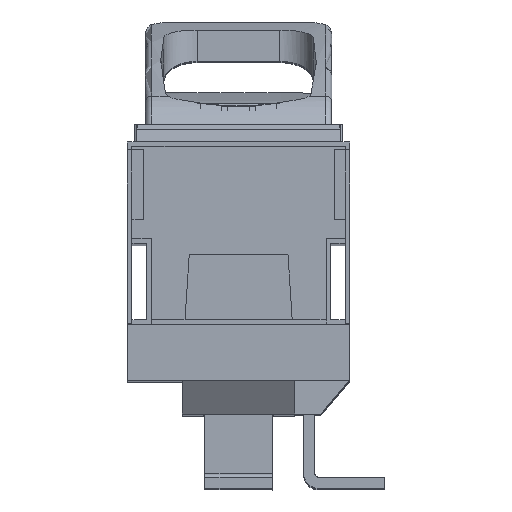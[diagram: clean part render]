
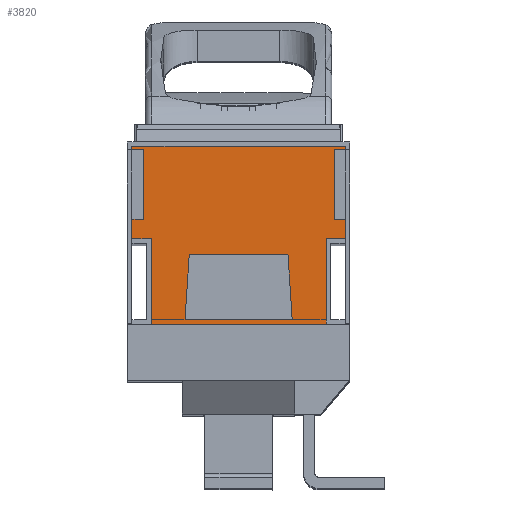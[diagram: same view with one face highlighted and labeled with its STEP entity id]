
A CAD part, top view. The second image highlights one B-rep face of the part: STEP entity #3820.
In plain terms, the highlighted planar face has unit normal (0, 0, 1).
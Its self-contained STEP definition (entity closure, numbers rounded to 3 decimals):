
#3820=ADVANCED_FACE('',(#5611,#5612),#4757,.T.);
#4757=PLANE('',#23907);
#5611=FACE_BOUND('',#6482,.T.);
#5612=FACE_BOUND('',#6483,.T.);
#6482=EDGE_LOOP('',(#11026,#11027,#11028,#11029));
#6483=EDGE_LOOP('',(#11030,#11031,#11032,#11033,#11034,#11035,#11036,#11037));
#11026=ORIENTED_EDGE('',*,*,#17366,.T.);
#11027=ORIENTED_EDGE('',*,*,#15760,.F.);
#11028=ORIENTED_EDGE('',*,*,#17362,.T.);
#11029=ORIENTED_EDGE('',*,*,#17368,.T.);
#11030=ORIENTED_EDGE('',*,*,#15782,.T.);
#11031=ORIENTED_EDGE('',*,*,#16232,.T.);
#11032=ORIENTED_EDGE('',*,*,#16228,.T.);
#11033=ORIENTED_EDGE('',*,*,#16906,.F.);
#11034=ORIENTED_EDGE('',*,*,#16908,.F.);
#11035=ORIENTED_EDGE('',*,*,#16898,.F.);
#11036=ORIENTED_EDGE('',*,*,#16225,.T.);
#11037=ORIENTED_EDGE('',*,*,#16231,.T.);
#13518=VERTEX_POINT('',#30713);
#13519=VERTEX_POINT('',#30714);
#13540=VERTEX_POINT('',#30758);
#13541=VERTEX_POINT('',#30759);
#13954=VERTEX_POINT('',#31634);
#13955=VERTEX_POINT('',#31635);
#13956=VERTEX_POINT('',#31640);
#13957=VERTEX_POINT('',#31641);
#14357=VERTEX_POINT('',#33002);
#14363=VERTEX_POINT('',#33016);
#14602=VERTEX_POINT('',#33951);
#14605=VERTEX_POINT('',#33959);
#15760=EDGE_CURVE('',#13518,#13519,#18841,.T.);
#15782=EDGE_CURVE('',#13540,#13541,#18863,.T.);
#16225=EDGE_CURVE('',#13954,#13955,#19194,.T.);
#16228=EDGE_CURVE('',#13956,#13957,#19197,.T.);
#16231=EDGE_CURVE('',#13955,#13540,#19200,.T.);
#16232=EDGE_CURVE('',#13541,#13956,#19201,.T.);
#16898=EDGE_CURVE('',#13954,#14357,#19739,.T.);
#16906=EDGE_CURVE('',#14363,#13957,#19747,.T.);
#16908=EDGE_CURVE('',#14357,#14363,#19749,.T.);
#17362=EDGE_CURVE('',#13518,#14602,#20097,.T.);
#17366=EDGE_CURVE('',#14605,#13519,#20101,.T.);
#17368=EDGE_CURVE('',#14602,#14605,#20103,.T.);
#18841=LINE('',#30712,#20996);
#18863=LINE('',#30757,#21018);
#19194=LINE('',#31633,#21349);
#19197=LINE('',#31639,#21352);
#19200=LINE('',#31645,#21355);
#19201=LINE('',#31647,#21356);
#19739=LINE('',#33001,#21894);
#19747=LINE('',#33017,#21902);
#19749=LINE('',#33020,#21904);
#20097=LINE('',#33950,#22252);
#20101=LINE('',#33958,#22256);
#20103=LINE('',#33962,#22258);
#20996=VECTOR('',#25225,1.);
#21018=VECTOR('',#25249,1.);
#21349=VECTOR('',#25842,1.);
#21352=VECTOR('',#25847,1.);
#21355=VECTOR('',#25852,1.);
#21356=VECTOR('',#25855,1.);
#21894=VECTOR('',#27227,1.);
#21902=VECTOR('',#27237,1.);
#21904=VECTOR('',#27241,1.);
#22252=VECTOR('',#28277,1.);
#22256=VECTOR('',#28283,1.);
#22258=VECTOR('',#28287,1.);
#23907=AXIS2_PLACEMENT_3D('',#33963,#28288,#28289);
#25225=DIRECTION('',(1.,0.,0.));
#25249=DIRECTION('',(1.,0.,0.));
#25842=DIRECTION('',(1.,0.,0.));
#25847=DIRECTION('',(1.,0.,0.));
#25852=DIRECTION('',(0.,-1.,0.));
#25855=DIRECTION('',(0.,1.,0.));
#27227=DIRECTION('',(0.,1.,0.));
#27237=DIRECTION('',(0.,-1.,0.));
#27241=DIRECTION('',(1.,0.,0.));
#28277=DIRECTION('',(0.065,0.998,0.));
#28283=DIRECTION('',(0.065,-0.998,0.));
#28287=DIRECTION('',(1.,0.,0.));
#28288=DIRECTION('',(0.,0.,1.));
#28289=DIRECTION('',(0.,1.,0.));
#30712=CARTESIAN_POINT('',(88.5,42.,-95.));
#30713=CARTESIAN_POINT('',(25.629,42.,-95.));
#30714=CARTESIAN_POINT('',(73.371,42.,-95.));
#30757=CARTESIAN_POINT('',(10.5,40.,-95.));
#30758=CARTESIAN_POINT('',(10.5,40.,-95.));
#30759=CARTESIAN_POINT('',(88.5,40.,-95.));
#31633=CARTESIAN_POINT('',(0.,78.,-95.));
#31634=CARTESIAN_POINT('',(2.,78.,-95.));
#31635=CARTESIAN_POINT('',(10.5,78.,-95.));
#31639=CARTESIAN_POINT('',(88.5,78.,-95.));
#31640=CARTESIAN_POINT('',(88.5,78.,-95.));
#31641=CARTESIAN_POINT('',(97.,78.,-95.));
#31645=CARTESIAN_POINT('',(10.5,78.,-95.));
#31647=CARTESIAN_POINT('',(88.5,40.,-95.));
#33001=CARTESIAN_POINT('',(2.,119.,-95.));
#33002=CARTESIAN_POINT('',(2.,119.,-95.));
#33016=CARTESIAN_POINT('',(97.,119.,-95.));
#33017=CARTESIAN_POINT('',(97.,40.,-95.));
#33020=CARTESIAN_POINT('',(97.,119.,-95.));
#33950=CARTESIAN_POINT('',(25.5,40.,-95.));
#33951=CARTESIAN_POINT('',(27.5,70.935,-95.));
#33958=CARTESIAN_POINT('',(71.5,70.935,-95.));
#33959=CARTESIAN_POINT('',(71.5,70.935,-95.));
#33962=CARTESIAN_POINT('',(27.5,70.935,-95.));
#33963=CARTESIAN_POINT('',(0.,40.,-95.));
